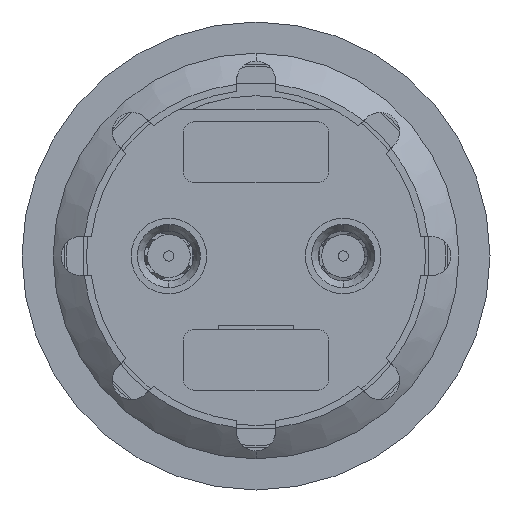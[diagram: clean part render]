
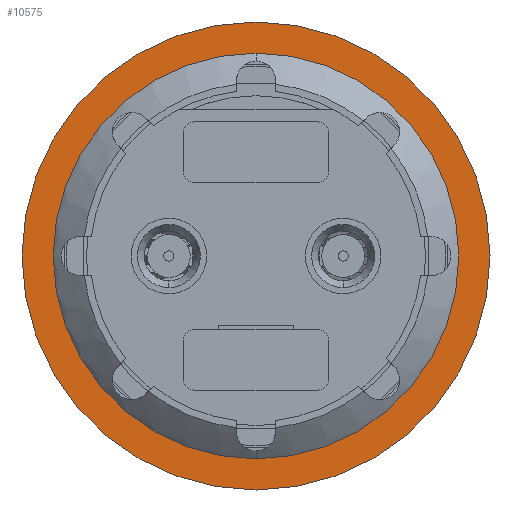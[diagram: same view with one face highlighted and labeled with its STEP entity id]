
A CAD part, front view. The second image highlights one B-rep face of the part: STEP entity #10575.
In plain terms, the highlighted planar face has unit normal (0, -1, 0).
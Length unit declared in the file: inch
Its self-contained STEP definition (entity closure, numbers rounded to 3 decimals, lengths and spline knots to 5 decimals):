
#92 = DIRECTION ( 'NONE',  ( 0., 1., 0. ) ) ;
#225 = VERTEX_POINT ( 'NONE', #487 ) ;
#487 = CARTESIAN_POINT ( 'NONE',  ( 0., 0., -0.52 ) ) ;
#609 = DIRECTION ( 'NONE',  ( 0., 1., 0. ) ) ;
#954 = CARTESIAN_POINT ( 'NONE',  ( 0., 0., 0. ) ) ;
#2059 = DIRECTION ( 'NONE',  ( 0., 0., 1. ) ) ;
#2117 = EDGE_CURVE ( 'NONE', #6112, #4659, #8159, .T. ) ;
#2524 = DIRECTION ( 'NONE',  ( 0., 1., 0. ) ) ;
#2803 = ORIENTED_EDGE ( 'NONE', *, *, #5805, .T. ) ;
#2956 = CARTESIAN_POINT ( 'NONE',  ( 0., 0., 0. ) ) ;
#3060 = ORIENTED_EDGE ( 'NONE', *, *, #2117, .F. ) ;
#3255 = ORIENTED_EDGE ( 'NONE', *, *, #11146, .T. ) ;
#4659 = VERTEX_POINT ( 'NONE', #4812 ) ;
#4812 = CARTESIAN_POINT ( 'NONE',  ( 0., 0., 0.6 ) ) ;
#5203 = AXIS2_PLACEMENT_3D ( 'NONE', #6846, #609, #5957 ) ;
#5268 = CIRCLE ( 'NONE', #10394, 0.52 ) ;
#5445 = PLANE ( 'NONE',  #6772 ) ;
#5558 = VERTEX_POINT ( 'NONE', #11009 ) ;
#5760 = CARTESIAN_POINT ( 'NONE',  ( 0., 0., 0. ) ) ;
#5805 = EDGE_CURVE ( 'NONE', #5558, #225, #5268, .T. ) ;
#5957 = DIRECTION ( 'NONE',  ( 0., 0., 1. ) ) ;
#6112 = VERTEX_POINT ( 'NONE', #8601 ) ;
#6116 = CIRCLE ( 'NONE', #11192, 0.52 ) ;
#6329 = DIRECTION ( 'NONE',  ( 0., 0., 1. ) ) ;
#6516 = EDGE_CURVE ( 'NONE', #4659, #6112, #6912, .T. ) ;
#6698 = DIRECTION ( 'NONE',  ( 0., 0., 1. ) ) ;
#6772 = AXIS2_PLACEMENT_3D ( 'NONE', #954, #92, #6329 ) ;
#6784 = EDGE_LOOP ( 'NONE', ( #3060, #11313 ) ) ;
#6846 = CARTESIAN_POINT ( 'NONE',  ( 0., 0., 0. ) ) ;
#6912 = CIRCLE ( 'NONE', #5203, 0.6 ) ;
#7691 = DIRECTION ( 'NONE',  ( 0., 1., 0. ) ) ;
#7882 = CARTESIAN_POINT ( 'NONE',  ( 0., 0., 0. ) ) ;
#8159 = CIRCLE ( 'NONE', #11380, 0.6 ) ;
#8303 = DIRECTION ( 'NONE',  ( 0., 1., 0. ) ) ;
#8601 = CARTESIAN_POINT ( 'NONE',  ( 0., 0., -0.6 ) ) ;
#8801 = DIRECTION ( 'NONE',  ( 0., 0., 1. ) ) ;
#9094 = FACE_OUTER_BOUND ( 'NONE', #6784, .T. ) ;
#9386 = FACE_BOUND ( 'NONE', #11418, .T. ) ;
#10394 = AXIS2_PLACEMENT_3D ( 'NONE', #2956, #8303, #2059 ) ;
#10575 = ADVANCED_FACE ( 'NONE', ( #9094, #9386 ), #5445, .F. ) ;
#11009 = CARTESIAN_POINT ( 'NONE',  ( 0., 0., 0.52 ) ) ;
#11146 = EDGE_CURVE ( 'NONE', #225, #5558, #6116, .T. ) ;
#11192 = AXIS2_PLACEMENT_3D ( 'NONE', #7882, #2524, #8801 ) ;
#11313 = ORIENTED_EDGE ( 'NONE', *, *, #6516, .F. ) ;
#11380 = AXIS2_PLACEMENT_3D ( 'NONE', #5760, #7691, #6698 ) ;
#11418 = EDGE_LOOP ( 'NONE', ( #2803, #3255 ) ) ;
